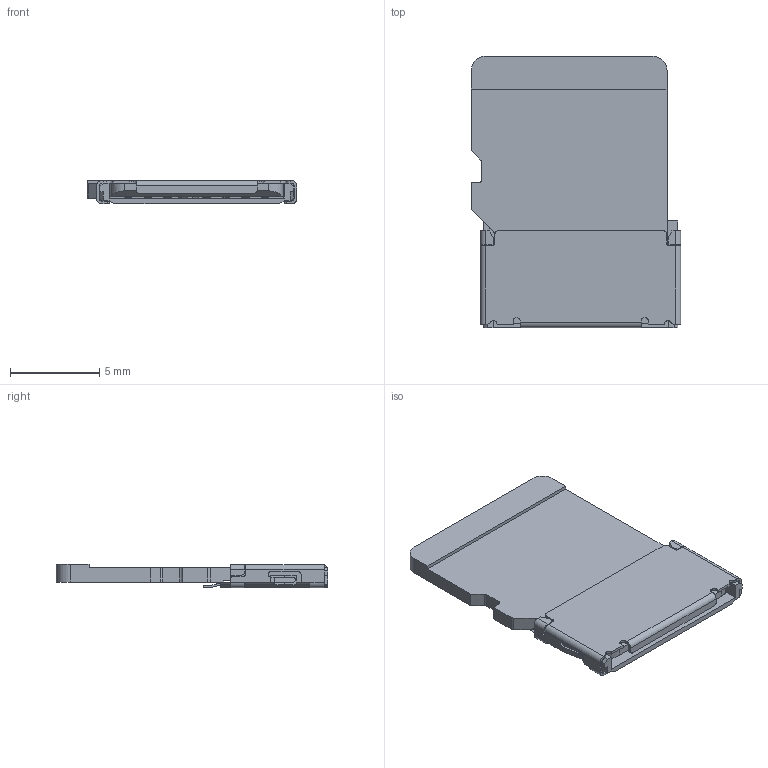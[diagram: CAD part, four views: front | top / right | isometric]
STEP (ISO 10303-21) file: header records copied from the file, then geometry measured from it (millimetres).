
FILE_DESCRIPTION(('FreeCAD Model'),'2;1');
FILE_NAME('Connector_MicroSD_TF_DAWEI_CAD-209B220_11.25x5.45x1.3mm.step','2020-02-21T14:50:24',('Author'),('') ,'Open CASCADE STEP processor 7.3','FreeCAD','Unknown');
FILE_SCHEMA(('AUTOMOTIVE_DESIGN { 1 0 10303 214 1 1 1 1 }'));
Length unit declared in the file: millimetre
Products named in the file (3): TF_CARD_209B220_ASM; MSBR-2; MSBR-1
Assembly tree (2 placements, depth 2):
  TF_CARD_209B220_ASM
    MSBR-2
    MSBR-1
Bounding box: 11.78 x 15.25 x 1.32 mm (x, y, z)
Volume: 148.6 mm3; surface area: 653.8 mm2
Topology: 2 solids, 2 shells, 616 faces, 1793 edges, 1196 vertices
Faces by surface type: plane 391, cylinder 215, extrusion 8, cone 2
Entity records: 46546 total; most frequent: CARTESIAN_POINT 11195, DIRECTION 6541, VECTOR 4267, LINE 4259, ORIENTED_EDGE 3586, PCURVE 3586, DEFINITIONAL_REPRESENTATION 3586, EDGE_CURVE 1793
